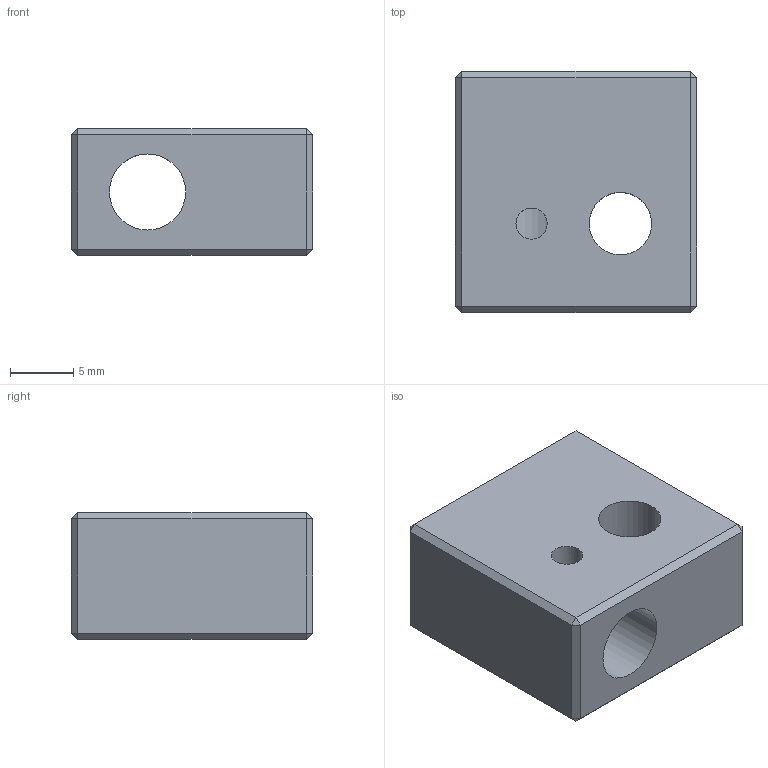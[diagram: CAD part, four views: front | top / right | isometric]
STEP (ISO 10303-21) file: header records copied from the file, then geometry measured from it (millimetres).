
FILE_DESCRIPTION(('FreeCAD Model'),'2;1');
FILE_NAME('hotend-heater-block.step','2014-12-06T14:14:46',('FreeCAD'),('FreeCAD'), 'Open CASCADE STEP processor 6.7','FreeCAD','Unknown');
FILE_SCHEMA(('AUTOMOTIVE_DESIGN_CC2 { 1 2 10303 214 -1 1 5 4 }'));
Length unit declared in the file: millimetre
Products named in the file (1): hotend-heater-block-main
Bounding box: 19 x 19 x 10 mm (x, y, z)
Volume: 2816.3 mm3; surface area: 1904 mm2
Topology: 1 solids, 1 shells, 31 faces, 60 edges, 32 vertices
Faces by surface type: plane 27, cylinder 4
Full cylindrical faces by diameter (mm): 2.46 x2, 4.92 x1, 6 x1
Entity records: 1820 total; most frequent: CARTESIAN_POINT 517, DIRECTION 245, LINE 163, VECTOR 163, ORIENTED_EDGE 120, PCURVE 120, DEFINITIONAL_REPRESENTATION 120, EDGE_CURVE 60
